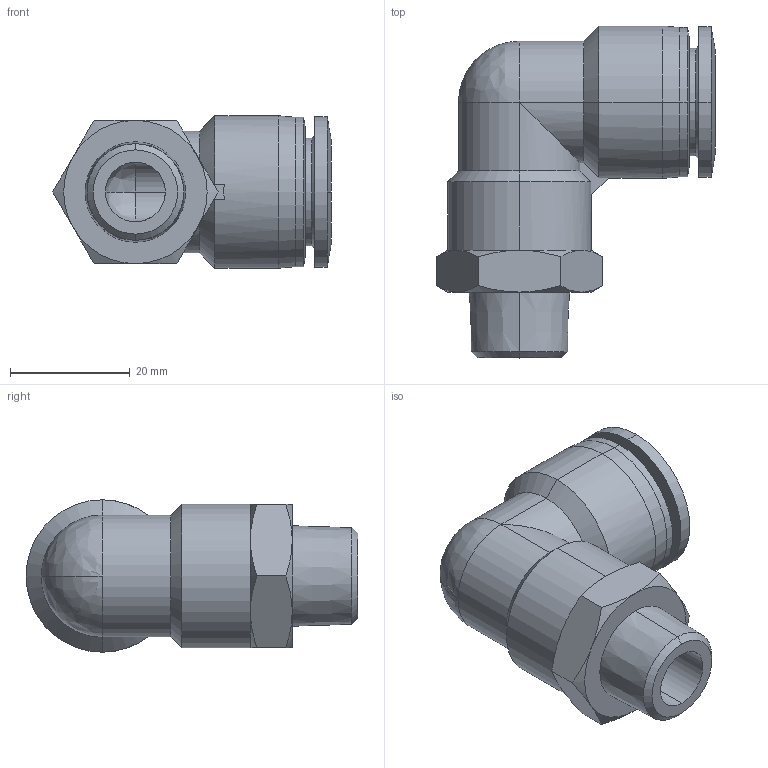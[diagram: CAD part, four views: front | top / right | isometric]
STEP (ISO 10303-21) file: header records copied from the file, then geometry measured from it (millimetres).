
FILE_DESCRIPTION (( 'STEP AP214' ), '1' );
FILE_NAME ('ME16M-38R.step', '2016-02-24T20:41:26', ( '' ), ( '' ), 'SwSTEP 2.0', 'SolidWorks 2015', '' );
FILE_SCHEMA (( 'AUTOMOTIVE_DESIGN' ));
Length unit declared in the file: inch
Products named in the file (1): ME16M-38R
Bounding box: 46.66 x 55.55 x 25.5 mm (x, y, z)
Volume: 20033.6 mm3; surface area: 9315.6 mm2
Topology: 1 solids, 1 shells, 72 faces, 166 edges, 95 vertices
Faces by surface type: cone 30, cylinder 22, plane 14, bspline 6
Entity records: 3112 total; most frequent: CARTESIAN_POINT 570, DIRECTION 338, ORIENTED_EDGE 324, EDGE_CURVE 162, AXIS2_PLACEMENT_3D 143, VERTEX_POINT 95, EDGE_LOOP 77, CIRCLE 76
